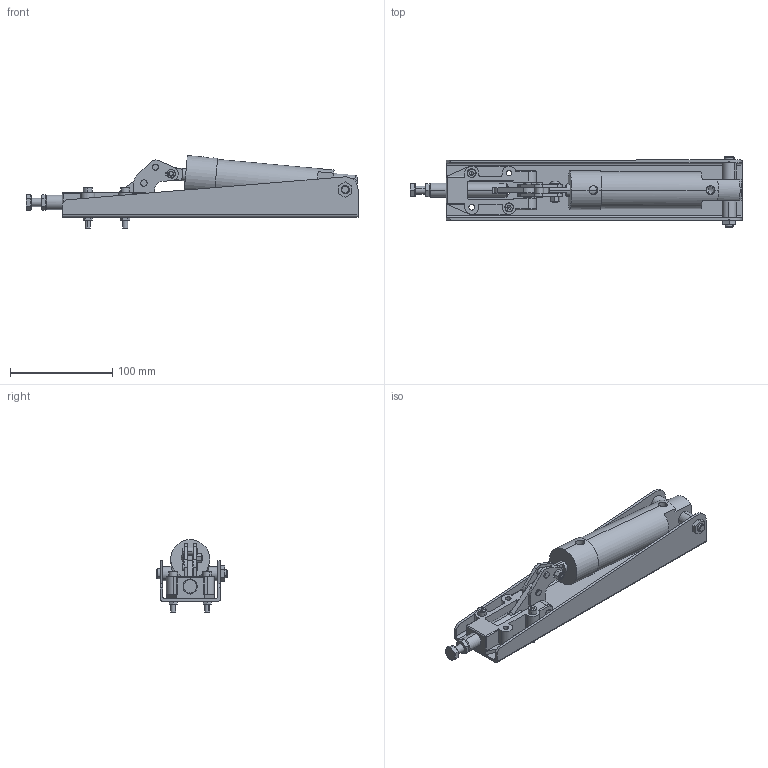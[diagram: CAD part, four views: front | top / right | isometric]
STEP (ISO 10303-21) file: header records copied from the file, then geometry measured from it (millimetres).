
FILE_DESCRIPTION (( 'STEP AP203' ), '1' );
FILE_NAME ('P600X.STEP', '2016-11-24T12:09:56', ( '' ), ( '' ), 'SwSTEP 2.0', 'SolidWorks 2016', '' );
FILE_SCHEMA (( 'CONFIG_CONTROL_DESIGN' ));
Length unit declared in the file: millimetre
Products named in the file (19): 107-05-2-ROD; 317-02; hex screw gradeab2_bsi_BS EN 28676 - M8x1 x 40-N; socket head cap screw_bsi_BS EN ISO 4762 M5 x 35 - 35N; 001-02M; hex thin nut chamfered gradeab_bsii_BS EN 24035 - M8 - N; 004-01; hex thin nut gradeb_bsi_BS EN 24036 - M8 - N; 107-05-2-BODY; 307-02; 024-05; 307-04; 108-05; hex thin nut gradeb_bsi_BS EN 24036 - M5 - N; 300-06; 300-05; hex nut gradec_bsi_BS EN 24034 - M5 - N; 001-01M; P600X
Assembly tree (23 placements, depth 2):
  P600X
    307-04
    317-02
    300-05
    300-06
    307-02
    107-05-2-ROD
    107-05-2-BODY
    024-05  x2
    108-05
    hex thin nut gradeb_bsi_BS EN 24036 - M8 - N
    004-01
    hex nut gradec_bsi_BS EN 24034 - M5 - N
    001-01M  x2
    001-02M  x2
    hex thin nut chamfered gradeab_bsii_BS EN 24035 - M8 - N
    hex screw gradeab2_bsi_BS EN 28676 - M8x1 x 40-N
    socket head cap screw_bsi_BS EN ISO 4762 M5 x 35 - 35N  x2
    hex thin nut gradeb_bsi_BS EN 24036 - M5 - N  x2
Bounding box: 324.3 x 69.5 x 71.23 mm (x, y, z)
Volume: 308190.4 mm3; surface area: 133526.6 mm2
Topology: 26 solids, 26 shells, 517 faces, 1223 edges, 762 vertices
Faces by surface type: plane 208, cylinder 198, cone 93, torus 10, bspline 8
Entity records: 16285 total; most frequent: CARTESIAN_POINT 3213, DIRECTION 2401, ORIENTED_EDGE 2174, EDGE_CURVE 1087, AXIS2_PLACEMENT_3D 935, VERTEX_POINT 687, EDGE_LOOP 540, LINE 531
